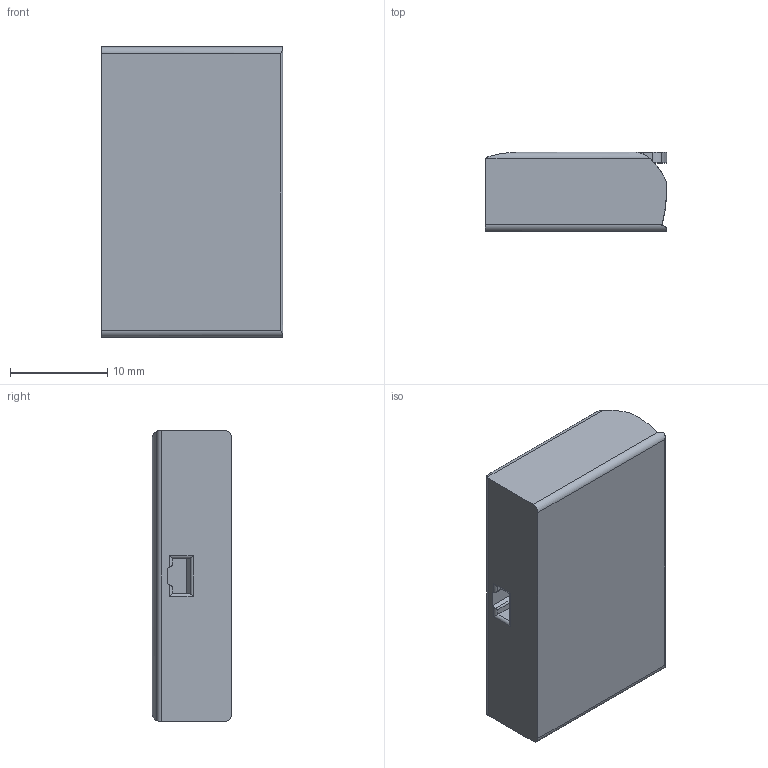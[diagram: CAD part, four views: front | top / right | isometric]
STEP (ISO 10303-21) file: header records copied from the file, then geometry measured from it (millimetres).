
FILE_DESCRIPTION(/* description */ ('Alibre Inc.'),/* implementation_level */ '2;1');
FILE_NAME(/* name */ 'export-33D0DE06-BA33-49D0-8D43-FFE6655E3399',/* time_stamp */ '2024-05-16T09:35:27+02:00',/* author */ (''),/* organization */ (''),/* preprocessor_version */ 'ST-DEVELOPER v17',/* originating_system */ 'Alibre',/* authorisation */ '');
FILE_SCHEMA (('AUTOMOTIVE_DESIGN'));
Length unit declared in the file: millimetre
Products named in the file (1): 221-415
Bounding box: 18.6 x 8.15 x 29.8 mm (x, y, z)
Volume: 4139.6 mm3; surface area: 2610.2 mm2
Topology: 1 solids, 1 shells, 235 faces, 682 edges, 450 vertices
Faces by surface type: plane 144, cylinder 91
Entity records: 7915 total; most frequent: CARTESIAN_POINT 1487, ORIENTED_EDGE 1364, DIRECTION 1158, EDGE_CURVE 682, VECTOR 454, LINE 454, VERTEX_POINT 450, AXIS2_PLACEMENT_3D 424
